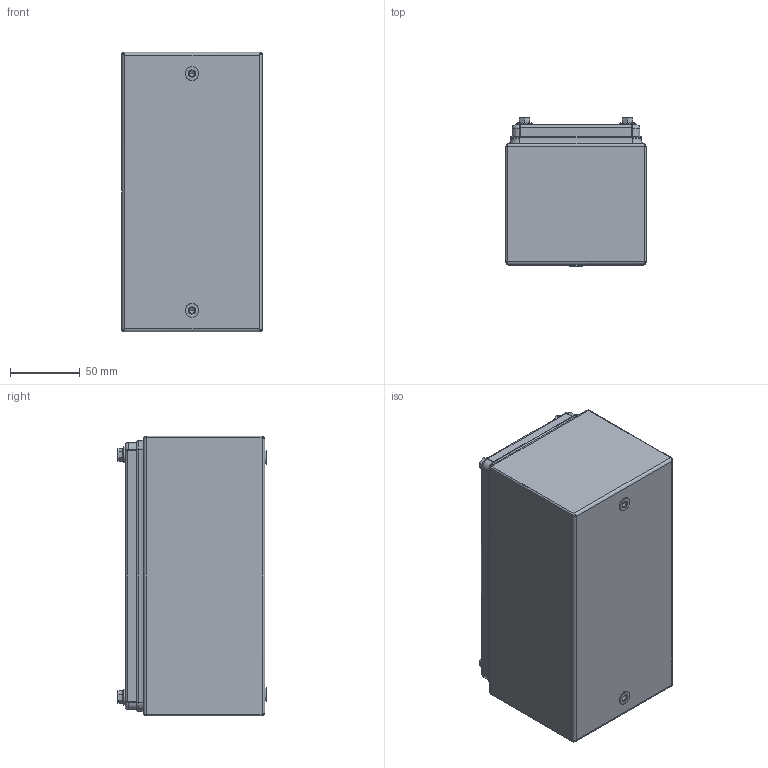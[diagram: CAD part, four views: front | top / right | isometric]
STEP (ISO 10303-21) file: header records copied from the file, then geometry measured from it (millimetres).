
FILE_DESCRIPTION (( 'STEP AP214' ), '1' );
FILE_NAME ('PH1020100000001.STEP', '2020-09-14T14:55:24', ( '' ), ( '' ), 'SwSTEP 2.0', 'SolidWorks 2016', '' );
FILE_SCHEMA (( 'AUTOMOTIVE_DESIGN' ));
Length unit declared in the file: millimetre
Products named in the file (19): 16010905025; ADHPI1020000001; MTH102010000001_Catalogo; 40007061; ADHP10200000001_Catalogo; PH1020100000001; 99M000333; 4009050; 16310305; 99M000332; dado_inox_basso_M8_standard; 1642005; 1612005_Fe; 1642008; 40000070; MASSA AP-APD M5; massa_M5_ap_standard; rosetta_5_4; UNI EN 24032 M5x0.8_Fe
Assembly tree (33 placements, depth 3):
  PH1020100000001
    ADHP10200000001_Catalogo
    40007061
    MTH102010000001_Catalogo
    ADHPI1020000001
    16010905025  x4
    MASSA AP-APD M5
      UNI EN 24032 M5x0.8_Fe  x2
      rosetta_5_4  x2
      massa_M5_ap_standard
    99M000332
      40000070
      1642008
      1612005_Fe  x2
      1642005  x3
      dado_inox_basso_M8_standard
    99M000333
      4009050
      1642008
      1642005
      1612005_Fe
      dado_inox_basso_M8_standard
    16310305  x4
Bounding box: 100.5 x 106.5 x 200.5 mm (x, y, z)
Volume: 201120.5 mm3; surface area: 270122.6 mm2
Topology: 30 solids, 30 shells, 1291 faces, 2946 edges, 1714 vertices
Faces by surface type: plane 499, cylinder 380, torus 184, cone 148, bspline 56, sphere 24
Entity records: 26648 total; most frequent: CARTESIAN_POINT 5947, DIRECTION 4086, ORIENTED_EDGE 3876, EDGE_CURVE 1938, AXIS2_PLACEMENT_3D 1499, VERTEX_POINT 1164, VECTOR 1088, LINE 1088
